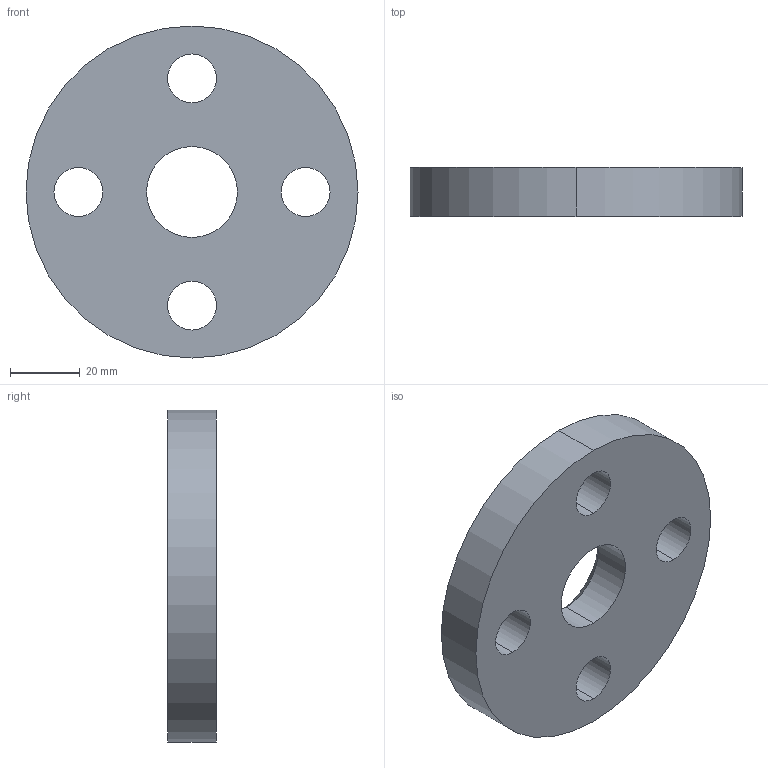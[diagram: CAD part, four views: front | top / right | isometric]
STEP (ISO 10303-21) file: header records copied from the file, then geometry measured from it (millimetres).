
FILE_DESCRIPTION (( 'STEP AP203' ), '1' );
FILE_NAME ('3D_R181-PN40_DN15_17605140_17606140.STEP', '2024-06-28T08:45:36', ( '' ), ( '' ), 'SwSTEP 2.0', 'SolidWorks 2024', '' );
FILE_SCHEMA (( 'CONFIG_CONTROL_DESIGN' ));
Length unit declared in the file: millimetre
Products named in the file (1): 3D_R181-PN40_DN15_17605140_17606140
Bounding box: 95 x 14 x 95 mm (x, y, z)
Volume: 82785.7 mm3; surface area: 19536.1 mm2
Topology: 1 solids, 1 shells, 16 faces, 40 edges, 26 vertices
Faces by surface type: cylinder 12, cone 2, plane 2
Entity records: 591 total; most frequent: DIRECTION 100, CARTESIAN_POINT 83, ORIENTED_EDGE 80, AXIS2_PLACEMENT_3D 43, EDGE_CURVE 40, CIRCLE 26, VERTEX_POINT 26, EDGE_LOOP 26
